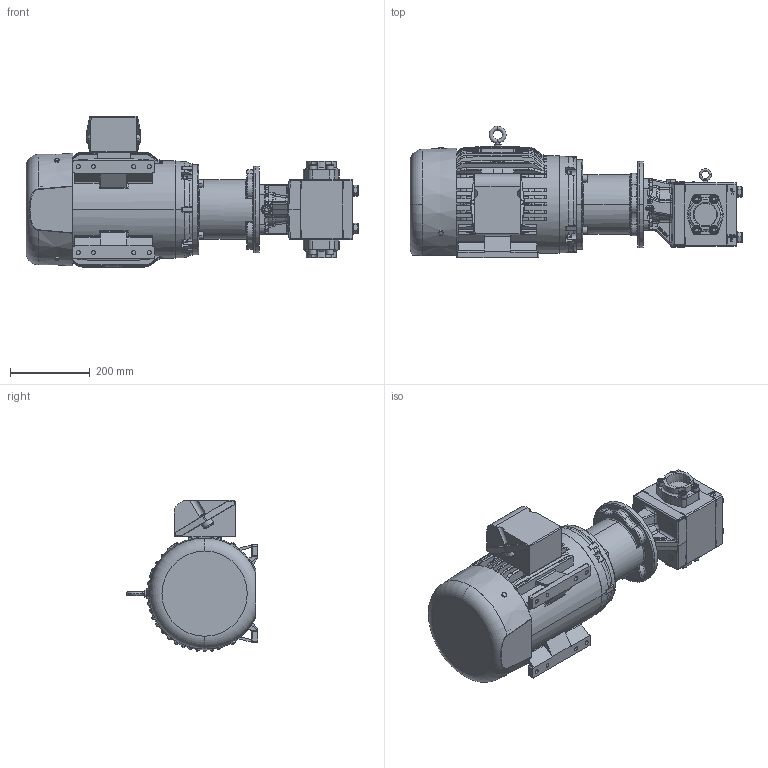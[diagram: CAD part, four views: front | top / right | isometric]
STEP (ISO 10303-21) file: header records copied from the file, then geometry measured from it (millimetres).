
FILE_DESCRIPTION (( 'STEP AP214' ), '1' );
FILE_NAME ('GPV-1007-002-U.STEP', '2021-08-18T16:07:03', ( '' ), ( '' ), 'SwSTEP 2.0', 'SolidWorks 2020', '' );
FILE_SCHEMA (( 'AUTOMOTIVE_DESIGN' ));
Length unit declared in the file: inch
Products named in the file (1): GPV-1007-002-U
Bounding box: 832.8 x 329.95 x 379.46 mm (x, y, z)
Volume: 32037667.6 mm3; surface area: 1340202.9 mm2
Topology: 1 solids, 1 shells, 3965 faces, 10460 edges, 6718 vertices
Faces by surface type: plane 1952, bspline 836, cylinder 517, cone 440, torus 176, sphere 44
Entity records: 178801 total; most frequent: CARTESIAN_POINT 57281, ORIENTED_EDGE 20840, DIRECTION 15401, EDGE_CURVE 10420, VERTEX_POINT 6710, LINE 5845, VECTOR 5845, AXIS2_PLACEMENT_3D 4778
